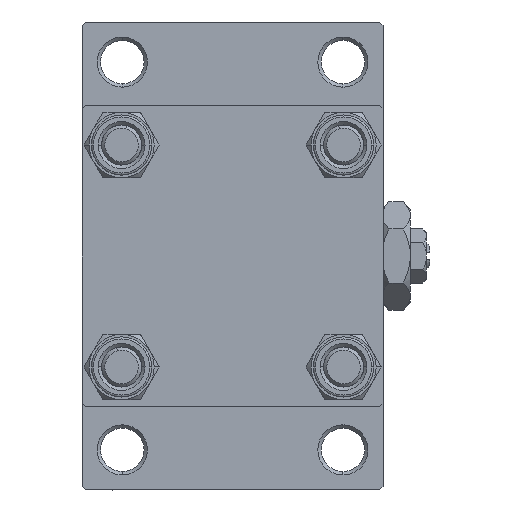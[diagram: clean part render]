
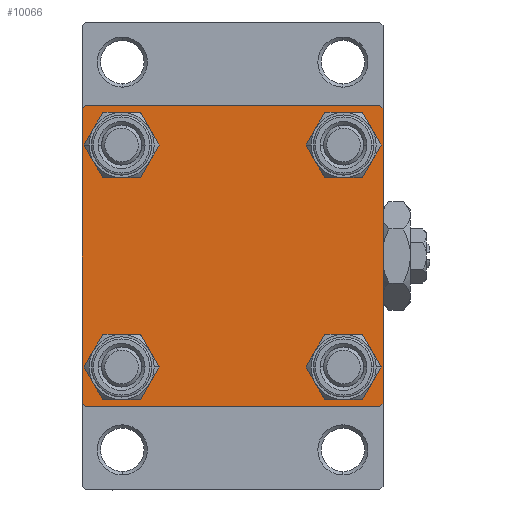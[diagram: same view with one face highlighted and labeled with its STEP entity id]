
A CAD part, left-side view. The second image highlights one B-rep face of the part: STEP entity #10066.
In plain terms, the highlighted planar face has unit normal (-1, 0, 0).
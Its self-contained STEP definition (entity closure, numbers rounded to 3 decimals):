
#86 = EDGE_CURVE ( 'NONE', #8244, #22198, #41942, .T. ) ;
#207 = VERTEX_POINT ( 'NONE', #41079 ) ;
#273 = CARTESIAN_POINT ( 'NONE',  ( 0., 22., -22.5 ) ) ;
#461 = AXIS2_PLACEMENT_3D ( 'NONE', #30679, #46186, #39039 ) ;
#1236 = CARTESIAN_POINT ( 'NONE',  ( 0., -16.6, -20.1 ) ) ;
#1443 = DIRECTION ( 'NONE',  ( 0., 0., 1. ) ) ;
#1796 = EDGE_LOOP ( 'NONE', ( #27780, #33504 ) ) ;
#1934 = DIRECTION ( 'NONE',  ( 0., 0., 1. ) ) ;
#2841 = VERTEX_POINT ( 'NONE', #35703 ) ;
#2938 = LINE ( 'NONE', #17757, #38030 ) ;
#2983 = DIRECTION ( 'NONE',  ( 0., 0.707, 0.707 ) ) ;
#3459 = DIRECTION ( 'NONE',  ( 0., 0.707, -0.707 ) ) ;
#3616 = EDGE_CURVE ( 'NONE', #3952, #15557, #29829, .T. ) ;
#3666 = EDGE_LOOP ( 'NONE', ( #14075, #47466, #10121, #45132, #38954, #21409, #23024, #25788 ) ) ;
#3952 = VERTEX_POINT ( 'NONE', #35952 ) ;
#4131 = AXIS2_PLACEMENT_3D ( 'NONE', #4676, #12335, #31572 ) ;
#4676 = CARTESIAN_POINT ( 'NONE',  ( 0., -16.6, -16.6 ) ) ;
#4784 = DIRECTION ( 'NONE',  ( 0., -1., 0. ) ) ;
#5062 = AXIS2_PLACEMENT_3D ( 'NONE', #9497, #32428, #40063 ) ;
#5978 = CIRCLE ( 'NONE', #461, 3.5 ) ;
#7141 = PLANE ( 'NONE',  #15518 ) ;
#7171 = EDGE_CURVE ( 'NONE', #39260, #19795, #11378, .T. ) ;
#7532 = CARTESIAN_POINT ( 'NONE',  ( 0., 16.6, 16.6 ) ) ;
#7808 = CARTESIAN_POINT ( 'NONE',  ( 0., 22.5, 22. ) ) ;
#8006 = EDGE_CURVE ( 'NONE', #22198, #8244, #5978, .T. ) ;
#8244 = VERTEX_POINT ( 'NONE', #1236 ) ;
#8248 = CIRCLE ( 'NONE', #5062, 3.5 ) ;
#9333 = DIRECTION ( 'NONE',  ( 1., 0., 0. ) ) ;
#9497 = CARTESIAN_POINT ( 'NONE',  ( 0., 16.6, 16.6 ) ) ;
#10066 = ADVANCED_FACE ( 'NONE', ( #29352, #40936, #40438, #11351, #44877 ), #7141, .T. ) ;
#10121 = ORIENTED_EDGE ( 'NONE', *, *, #33229, .T. ) ;
#10878 = CARTESIAN_POINT ( 'NONE',  ( 0., 22.25, 22.25 ) ) ;
#11351 = FACE_BOUND ( 'NONE', #1796, .T. ) ;
#11378 = LINE ( 'NONE', #10878, #33548 ) ;
#11425 = EDGE_CURVE ( 'NONE', #39260, #37217, #42276, .T. ) ;
#11487 = CARTESIAN_POINT ( 'NONE',  ( 0., 16.6, 13.1 ) ) ;
#11882 = CARTESIAN_POINT ( 'NONE',  ( 0., 22.5, 22.5 ) ) ;
#12154 = VERTEX_POINT ( 'NONE', #24540 ) ;
#12335 = DIRECTION ( 'NONE',  ( 1., 0., 0. ) ) ;
#12365 = LINE ( 'NONE', #11882, #40739 ) ;
#12813 = CARTESIAN_POINT ( 'NONE',  ( 0., 16.6, -16.6 ) ) ;
#13940 = LINE ( 'NONE', #48188, #38781 ) ;
#14075 = ORIENTED_EDGE ( 'NONE', *, *, #14550, .T. ) ;
#14316 = ORIENTED_EDGE ( 'NONE', *, *, #16440, .T. ) ;
#14402 = LINE ( 'NONE', #21819, #19995 ) ;
#14453 = EDGE_LOOP ( 'NONE', ( #14729, #23770 ) ) ;
#14550 = EDGE_CURVE ( 'NONE', #19795, #3952, #12365, .T. ) ;
#14729 = ORIENTED_EDGE ( 'NONE', *, *, #8006, .T. ) ;
#14930 = DIRECTION ( 'NONE',  ( 1., 0., 0. ) ) ;
#15032 = DIRECTION ( 'NONE',  ( 0., -0.707, -0.707 ) ) ;
#15279 = VECTOR ( 'NONE', #15032, 1000. ) ;
#15518 = AXIS2_PLACEMENT_3D ( 'NONE', #30096, #47844, #33550 ) ;
#15557 = VERTEX_POINT ( 'NONE', #273 ) ;
#16440 = EDGE_CURVE ( 'NONE', #47263, #17788, #38465, .T. ) ;
#17612 = CARTESIAN_POINT ( 'NONE',  ( 0., 22., 22.5 ) ) ;
#17757 = CARTESIAN_POINT ( 'NONE',  ( 0., 22.5, -22.5 ) ) ;
#17788 = VERTEX_POINT ( 'NONE', #34617 ) ;
#18137 = VERTEX_POINT ( 'NONE', #30621 ) ;
#18375 = DIRECTION ( 'NONE',  ( 0., 0., 1. ) ) ;
#18746 = DIRECTION ( 'NONE',  ( 0., -1., 0. ) ) ;
#18900 = DIRECTION ( 'NONE',  ( 1., 0., 0. ) ) ;
#19008 = ORIENTED_EDGE ( 'NONE', *, *, #45591, .T. ) ;
#19044 = CIRCLE ( 'NONE', #34781, 3.5 ) ;
#19795 = VERTEX_POINT ( 'NONE', #7808 ) ;
#19995 = VECTOR ( 'NONE', #44967, 1000. ) ;
#20353 = AXIS2_PLACEMENT_3D ( 'NONE', #48704, #14930, #18375 ) ;
#20495 = CIRCLE ( 'NONE', #37833, 3.5 ) ;
#21409 = ORIENTED_EDGE ( 'NONE', *, *, #40240, .T. ) ;
#21819 = CARTESIAN_POINT ( 'NONE',  ( 0., -22.25, -22.25 ) ) ;
#22198 = VERTEX_POINT ( 'NONE', #29430 ) ;
#22606 = DIRECTION ( 'NONE',  ( 0., 0., 1. ) ) ;
#22945 = DIRECTION ( 'NONE',  ( 1., 0., 0. ) ) ;
#23024 = ORIENTED_EDGE ( 'NONE', *, *, #11425, .F. ) ;
#23635 = EDGE_CURVE ( 'NONE', #2841, #34211, #20495, .T. ) ;
#23770 = ORIENTED_EDGE ( 'NONE', *, *, #86, .T. ) ;
#24173 = DIRECTION ( 'NONE',  ( 1., 0., 0. ) ) ;
#24261 = CIRCLE ( 'NONE', #40770, 3.5 ) ;
#24301 = CARTESIAN_POINT ( 'NONE',  ( 0., 22.5, 22.5 ) ) ;
#24540 = CARTESIAN_POINT ( 'NONE',  ( 0., -22., -22.5 ) ) ;
#25117 = CARTESIAN_POINT ( 'NONE',  ( 0., -16.6, 16.6 ) ) ;
#25219 = CARTESIAN_POINT ( 'NONE',  ( 0., -22.25, 22.25 ) ) ;
#25528 = DIRECTION ( 'NONE',  ( 0., 0., -1. ) ) ;
#25788 = ORIENTED_EDGE ( 'NONE', *, *, #7171, .T. ) ;
#26693 = EDGE_CURVE ( 'NONE', #17788, #47263, #19044, .T. ) ;
#26987 = EDGE_LOOP ( 'NONE', ( #14316, #33484 ) ) ;
#27780 = ORIENTED_EDGE ( 'NONE', *, *, #34367, .T. ) ;
#28082 = DIRECTION ( 'NONE',  ( 0., 0., 1. ) ) ;
#29078 = ORIENTED_EDGE ( 'NONE', *, *, #23635, .T. ) ;
#29352 = FACE_BOUND ( 'NONE', #26987, .T. ) ;
#29430 = CARTESIAN_POINT ( 'NONE',  ( 0., -16.6, -13.1 ) ) ;
#29580 = EDGE_CURVE ( 'NONE', #31499, #207, #13940, .T. ) ;
#29829 = LINE ( 'NONE', #41648, #15279 ) ;
#30096 = CARTESIAN_POINT ( 'NONE',  ( 0., 0., 0. ) ) ;
#30621 = CARTESIAN_POINT ( 'NONE',  ( 0., 16.6, 20.1 ) ) ;
#30679 = CARTESIAN_POINT ( 'NONE',  ( 0., -16.6, -16.6 ) ) ;
#31067 = CARTESIAN_POINT ( 'NONE',  ( 0., 16.6, -16.6 ) ) ;
#31499 = VERTEX_POINT ( 'NONE', #42299 ) ;
#31572 = DIRECTION ( 'NONE',  ( 0., 0., 1. ) ) ;
#31776 = CIRCLE ( 'NONE', #33323, 3.5 ) ;
#31801 = EDGE_CURVE ( 'NONE', #12154, #207, #14402, .T. ) ;
#32023 = CARTESIAN_POINT ( 'NONE',  ( 0., -16.6, 20.1 ) ) ;
#32428 = DIRECTION ( 'NONE',  ( 1., 0., 0. ) ) ;
#33229 = EDGE_CURVE ( 'NONE', #15557, #12154, #2938, .T. ) ;
#33323 = AXIS2_PLACEMENT_3D ( 'NONE', #7532, #18900, #22606 ) ;
#33484 = ORIENTED_EDGE ( 'NONE', *, *, #26693, .T. ) ;
#33504 = ORIENTED_EDGE ( 'NONE', *, *, #38381, .T. ) ;
#33536 = VECTOR ( 'NONE', #2983, 1000. ) ;
#33548 = VECTOR ( 'NONE', #3459, 1000. ) ;
#33550 = DIRECTION ( 'NONE',  ( 0., 0., 1. ) ) ;
#34211 = VERTEX_POINT ( 'NONE', #43074 ) ;
#34367 = EDGE_CURVE ( 'NONE', #18137, #46080, #31776, .T. ) ;
#34617 = CARTESIAN_POINT ( 'NONE',  ( 0., -16.6, 13.1 ) ) ;
#34781 = AXIS2_PLACEMENT_3D ( 'NONE', #25117, #9333, #28082 ) ;
#35038 = CARTESIAN_POINT ( 'NONE',  ( 0., -22., 22.5 ) ) ;
#35703 = CARTESIAN_POINT ( 'NONE',  ( 0., 16.6, -20.1 ) ) ;
#35952 = CARTESIAN_POINT ( 'NONE',  ( 0., 22.5, -22. ) ) ;
#37217 = VERTEX_POINT ( 'NONE', #35038 ) ;
#37833 = AXIS2_PLACEMENT_3D ( 'NONE', #31067, #22945, #1443 ) ;
#38030 = VECTOR ( 'NONE', #18746, 1000. ) ;
#38381 = EDGE_CURVE ( 'NONE', #46080, #18137, #8248, .T. ) ;
#38399 = VECTOR ( 'NONE', #4784, 1000. ) ;
#38465 = CIRCLE ( 'NONE', #20353, 3.5 ) ;
#38781 = VECTOR ( 'NONE', #25528, 1000. ) ;
#38954 = ORIENTED_EDGE ( 'NONE', *, *, #29580, .F. ) ;
#39039 = DIRECTION ( 'NONE',  ( 0., 0., 1. ) ) ;
#39260 = VERTEX_POINT ( 'NONE', #17612 ) ;
#40001 = LINE ( 'NONE', #25219, #33536 ) ;
#40063 = DIRECTION ( 'NONE',  ( 0., 0., 1. ) ) ;
#40099 = EDGE_LOOP ( 'NONE', ( #19008, #29078 ) ) ;
#40240 = EDGE_CURVE ( 'NONE', #31499, #37217, #40001, .T. ) ;
#40438 = FACE_BOUND ( 'NONE', #40099, .T. ) ;
#40739 = VECTOR ( 'NONE', #41947, 1000. ) ;
#40770 = AXIS2_PLACEMENT_3D ( 'NONE', #12813, #24173, #1934 ) ;
#40936 = FACE_BOUND ( 'NONE', #14453, .T. ) ;
#41079 = CARTESIAN_POINT ( 'NONE',  ( 0., -22.5, -22. ) ) ;
#41648 = CARTESIAN_POINT ( 'NONE',  ( 0., 22.25, -22.25 ) ) ;
#41942 = CIRCLE ( 'NONE', #4131, 3.5 ) ;
#41947 = DIRECTION ( 'NONE',  ( 0., 0., -1. ) ) ;
#42276 = LINE ( 'NONE', #24301, #38399 ) ;
#42299 = CARTESIAN_POINT ( 'NONE',  ( 0., -22.5, 22. ) ) ;
#43074 = CARTESIAN_POINT ( 'NONE',  ( 0., 16.6, -13.1 ) ) ;
#44877 = FACE_OUTER_BOUND ( 'NONE', #3666, .T. ) ;
#44967 = DIRECTION ( 'NONE',  ( 0., -0.707, 0.707 ) ) ;
#45132 = ORIENTED_EDGE ( 'NONE', *, *, #31801, .T. ) ;
#45591 = EDGE_CURVE ( 'NONE', #34211, #2841, #24261, .T. ) ;
#46080 = VERTEX_POINT ( 'NONE', #11487 ) ;
#46186 = DIRECTION ( 'NONE',  ( 1., 0., 0. ) ) ;
#47263 = VERTEX_POINT ( 'NONE', #32023 ) ;
#47466 = ORIENTED_EDGE ( 'NONE', *, *, #3616, .T. ) ;
#47844 = DIRECTION ( 'NONE',  ( -1., 0., 0. ) ) ;
#48188 = CARTESIAN_POINT ( 'NONE',  ( 0., -22.5, 22.5 ) ) ;
#48704 = CARTESIAN_POINT ( 'NONE',  ( 0., -16.6, 16.6 ) ) ;
